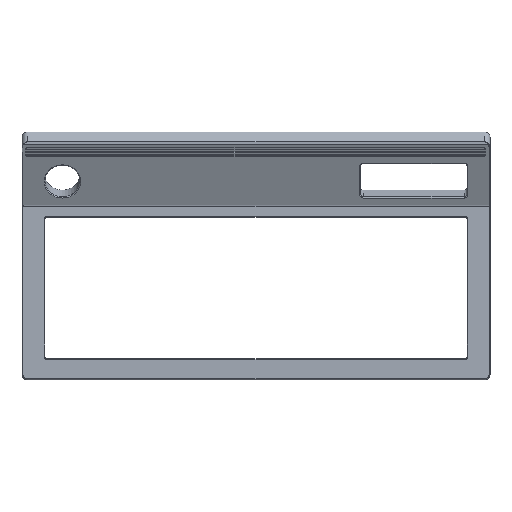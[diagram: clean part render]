
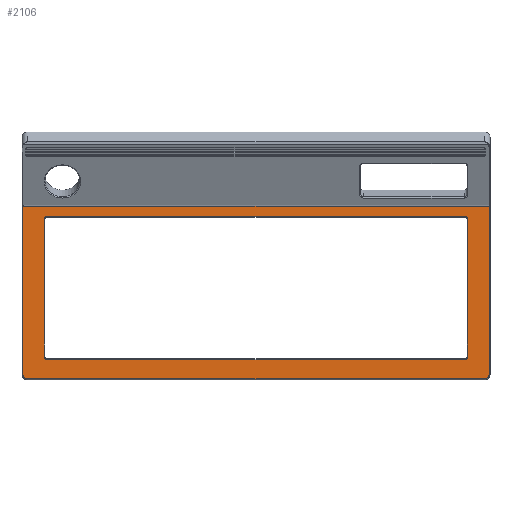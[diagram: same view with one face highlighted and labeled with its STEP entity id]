
A CAD part, top view. The second image highlights one B-rep face of the part: STEP entity #2106.
In plain terms, the highlighted planar face has unit normal (0, 0, 1).
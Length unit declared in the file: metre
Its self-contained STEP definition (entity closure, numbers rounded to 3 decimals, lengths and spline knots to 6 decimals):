
#132=LINE('',#3407,#309);
#133=LINE('',#3411,#310);
#134=LINE('',#3415,#311);
#135=LINE('',#3419,#312);
#136=LINE('',#3420,#313);
#137=LINE('',#3423,#314);
#138=LINE('',#3425,#315);
#139=LINE('',#3429,#316);
#309=VECTOR('',#2672,1.);
#310=VECTOR('',#2675,1.);
#311=VECTOR('',#2678,1.);
#312=VECTOR('',#2681,1.);
#313=VECTOR('',#2682,1.);
#314=VECTOR('',#2683,1.);
#315=VECTOR('',#2684,1.);
#316=VECTOR('',#2687,1.);
#539=ORIENTED_EDGE('',*,*,#1130,.T.);
#540=ORIENTED_EDGE('',*,*,#1131,.T.);
#541=ORIENTED_EDGE('',*,*,#1132,.T.);
#542=ORIENTED_EDGE('',*,*,#1133,.T.);
#543=ORIENTED_EDGE('',*,*,#1134,.T.);
#544=ORIENTED_EDGE('',*,*,#1135,.T.);
#545=ORIENTED_EDGE('',*,*,#1136,.T.);
#546=ORIENTED_EDGE('',*,*,#1137,.T.);
#547=ORIENTED_EDGE('',*,*,#1138,.T.);
#548=ORIENTED_EDGE('',*,*,#1139,.T.);
#549=ORIENTED_EDGE('',*,*,#1140,.T.);
#550=ORIENTED_EDGE('',*,*,#1141,.T.);
#551=ORIENTED_EDGE('',*,*,#1142,.T.);
#552=ORIENTED_EDGE('',*,*,#1143,.T.);
#1130=EDGE_CURVE('',#1425,#1426,#1580,.F.);
#1131=EDGE_CURVE('',#1426,#1427,#132,.T.);
#1132=EDGE_CURVE('',#1427,#1428,#1581,.F.);
#1133=EDGE_CURVE('',#1428,#1429,#133,.T.);
#1134=EDGE_CURVE('',#1429,#1430,#1582,.F.);
#1135=EDGE_CURVE('',#1430,#1431,#134,.T.);
#1136=EDGE_CURVE('',#1431,#1432,#1583,.F.);
#1137=EDGE_CURVE('',#1432,#1425,#135,.T.);
#1138=EDGE_CURVE('',#1433,#1434,#136,.T.);
#1139=EDGE_CURVE('',#1434,#1435,#137,.F.);
#1140=EDGE_CURVE('',#1435,#1436,#138,.T.);
#1141=EDGE_CURVE('',#1436,#1437,#1584,.T.);
#1142=EDGE_CURVE('',#1437,#1438,#139,.T.);
#1143=EDGE_CURVE('',#1438,#1433,#1585,.T.);
#1425=VERTEX_POINT('',#3405);
#1426=VERTEX_POINT('',#3406);
#1427=VERTEX_POINT('',#3408);
#1428=VERTEX_POINT('',#3410);
#1429=VERTEX_POINT('',#3412);
#1430=VERTEX_POINT('',#3414);
#1431=VERTEX_POINT('',#3416);
#1432=VERTEX_POINT('',#3418);
#1433=VERTEX_POINT('',#3421);
#1434=VERTEX_POINT('',#3422);
#1435=VERTEX_POINT('',#3424);
#1436=VERTEX_POINT('',#3426);
#1437=VERTEX_POINT('',#3428);
#1438=VERTEX_POINT('',#3430);
#1580=CIRCLE('',#2315,0.0015);
#1581=CIRCLE('',#2316,0.0015);
#1582=CIRCLE('',#2317,0.0015);
#1583=CIRCLE('',#2318,0.0015);
#1584=CIRCLE('',#2319,0.0025);
#1585=CIRCLE('',#2320,0.0025);
#1669=EDGE_LOOP('',(#539,#540,#541,#542,#543,#544,#545,#546));
#1670=EDGE_LOOP('',(#547,#548,#549,#550,#551,#552));
#1863=FACE_BOUND('',#1669,.T.);
#1864=FACE_BOUND('',#1670,.T.);
#2028=PLANE('',#2314);
#2106=ADVANCED_FACE('',(#1863,#1864),#2028,.T.);
#2314=AXIS2_PLACEMENT_3D('',#3403,#2668,#2669);
#2315=AXIS2_PLACEMENT_3D('',#3404,#2670,#2671);
#2316=AXIS2_PLACEMENT_3D('',#3409,#2673,#2674);
#2317=AXIS2_PLACEMENT_3D('',#3413,#2676,#2677);
#2318=AXIS2_PLACEMENT_3D('',#3417,#2679,#2680);
#2319=AXIS2_PLACEMENT_3D('',#3427,#2685,#2686);
#2320=AXIS2_PLACEMENT_3D('',#3431,#2688,#2689);
#2668=DIRECTION('',(0.,0.,1.));
#2669=DIRECTION('',(1.,0.,0.));
#2670=DIRECTION('',(0.,0.,1.));
#2671=DIRECTION('',(1.,0.,0.));
#2672=DIRECTION('',(0.,-1.,0.));
#2673=DIRECTION('',(0.,0.,1.));
#2674=DIRECTION('',(1.,0.,0.));
#2675=DIRECTION('',(-1.,0.,0.));
#2676=DIRECTION('',(0.,0.,1.));
#2677=DIRECTION('',(1.,0.,0.));
#2678=DIRECTION('',(0.,1.,0.));
#2679=DIRECTION('',(0.,0.,1.));
#2680=DIRECTION('',(1.,0.,0.));
#2681=DIRECTION('',(1.,0.,0.));
#2682=DIRECTION('',(0.,1.,0.));
#2683=DIRECTION('',(1.,0.,0.));
#2684=DIRECTION('',(0.,-1.,0.));
#2685=DIRECTION('',(0.,0.,1.));
#2686=DIRECTION('',(1.,0.,0.));
#2687=DIRECTION('',(1.,0.,0.));
#2688=DIRECTION('',(0.,0.,1.));
#2689=DIRECTION('',(1.,0.,0.));
#3403=CARTESIAN_POINT('',(-0.013,0.00075,0.008));
#3404=CARTESIAN_POINT('',(0.101,0.020825,0.008));
#3405=CARTESIAN_POINT('',(0.101,0.022325,0.008));
#3406=CARTESIAN_POINT('',(0.1025,0.020825,0.008));
#3407=CARTESIAN_POINT('',(0.1025,0.00075,0.008));
#3408=CARTESIAN_POINT('',(0.1025,-0.054325,0.008));
#3409=CARTESIAN_POINT('',(0.101,-0.054325,0.008));
#3410=CARTESIAN_POINT('',(0.101,-0.055825,0.008));
#3411=CARTESIAN_POINT('',(-0.127,-0.055825,0.008));
#3412=CARTESIAN_POINT('',(-0.127,-0.055825,0.008));
#3413=CARTESIAN_POINT('',(-0.127,-0.054325,0.008));
#3414=CARTESIAN_POINT('',(-0.1285,-0.054325,0.008));
#3415=CARTESIAN_POINT('',(-0.1285,0.020825,0.008));
#3416=CARTESIAN_POINT('',(-0.1285,0.020825,0.008));
#3417=CARTESIAN_POINT('',(-0.127,0.020825,0.008));
#3418=CARTESIAN_POINT('',(-0.127,0.022325,0.008));
#3419=CARTESIAN_POINT('',(-0.013,0.022325,0.008));
#3420=CARTESIAN_POINT('',(0.114,0.00075,0.008));
#3421=CARTESIAN_POINT('',(0.114,-0.06375,0.008));
#3422=CARTESIAN_POINT('',(0.114,0.027917,0.008));
#3423=CARTESIAN_POINT('',(-0.14,0.027917,0.008));
#3424=CARTESIAN_POINT('',(-0.14,0.027917,0.008));
#3425=CARTESIAN_POINT('',(-0.14,-0.06375,0.008));
#3426=CARTESIAN_POINT('',(-0.14,-0.06375,0.008));
#3427=CARTESIAN_POINT('',(-0.1375,-0.06375,0.008));
#3428=CARTESIAN_POINT('',(-0.1375,-0.06625,0.008));
#3429=CARTESIAN_POINT('',(0.1115,-0.06625,0.008));
#3430=CARTESIAN_POINT('',(0.1115,-0.06625,0.008));
#3431=CARTESIAN_POINT('',(0.1115,-0.06375,0.008));
